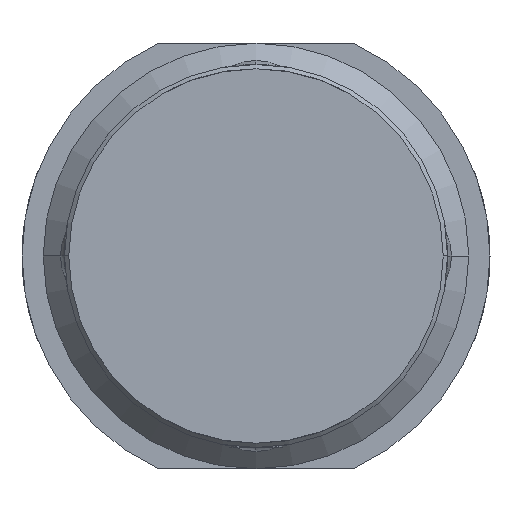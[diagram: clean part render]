
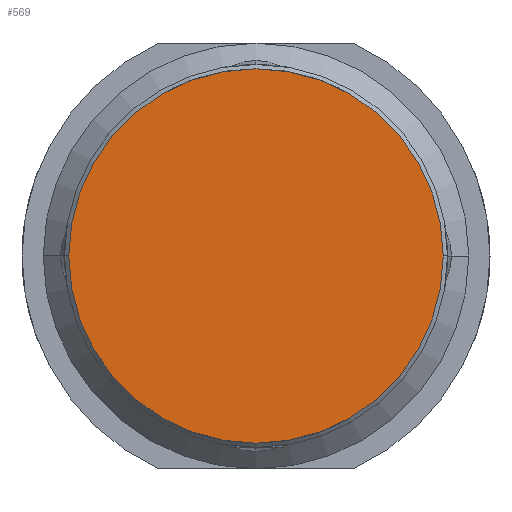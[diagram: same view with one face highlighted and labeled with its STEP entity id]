
A CAD part, front view. The second image highlights one B-rep face of the part: STEP entity #569.
In plain terms, the highlighted planar face has unit normal (0, -1, 0).
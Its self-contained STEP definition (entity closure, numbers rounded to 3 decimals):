
#174 = EDGE_LOOP ( 'NONE', ( #4208, #1164 ) ) ;
#451 = AXIS2_PLACEMENT_3D ( 'NONE', #3299, #2924, #698 ) ;
#483 = AXIS2_PLACEMENT_3D ( 'NONE', #3106, #867, #4238 ) ;
#569 = ADVANCED_FACE ( 'Defeature ausgef�hrt1_15', ( #4365 ), #4558, .F. ) ;
#698 = DIRECTION ( 'NONE',  ( -1., 0., 0. ) ) ;
#718 = VERTEX_POINT ( 'NONE', #3240 ) ;
#867 = DIRECTION ( 'NONE',  ( 0., 1., 0. ) ) ;
#889 = CARTESIAN_POINT ( 'NONE',  ( 2.2, -19.2, 0. ) ) ;
#1164 = ORIENTED_EDGE ( 'NONE', *, *, #2973, .T. ) ;
#1210 = VERTEX_POINT ( 'NONE', #889 ) ;
#1218 = AXIS2_PLACEMENT_3D ( 'NONE', #4524, #3739, #2618 ) ;
#1414 = EDGE_CURVE ( 'Defeature ausgef�hrt1_15+Defeature ausgef�hrt1_22+Defeature ausgef�hrt1_22+Defeature ausgef�hrt1_22', #718, #1210, #4817, .T. ) ;
#2618 = DIRECTION ( 'NONE',  ( -1., 0., 0. ) ) ;
#2846 = CIRCLE ( 'NONE', #1218, 2.2 ) ;
#2924 = DIRECTION ( 'NONE',  ( 0., -1., 0. ) ) ;
#2973 = EDGE_CURVE ( 'Defeature ausgef�hrt1_15+Defeature ausgef�hrt1_22+Defeature ausgef�hrt1_22+Defeature ausgef�hrt1_22', #1210, #718, #2846, .T. ) ;
#3106 = CARTESIAN_POINT ( 'NONE',  ( 0., -19.2, -1.9 ) ) ;
#3240 = CARTESIAN_POINT ( 'NONE',  ( -2.2, -19.2, 0. ) ) ;
#3299 = CARTESIAN_POINT ( 'NONE',  ( 0., -19.2, 0. ) ) ;
#3739 = DIRECTION ( 'NONE',  ( 0., -1., 0. ) ) ;
#4208 = ORIENTED_EDGE ( 'NONE', *, *, #1414, .T. ) ;
#4238 = DIRECTION ( 'NONE',  ( 1., 0., 0. ) ) ;
#4365 = FACE_OUTER_BOUND ( 'NONE', #174, .T. ) ;
#4524 = CARTESIAN_POINT ( 'NONE',  ( 0., -19.2, 0. ) ) ;
#4558 = PLANE ( 'NONE',  #483 ) ;
#4817 = CIRCLE ( 'NONE', #451, 2.2 ) ;
